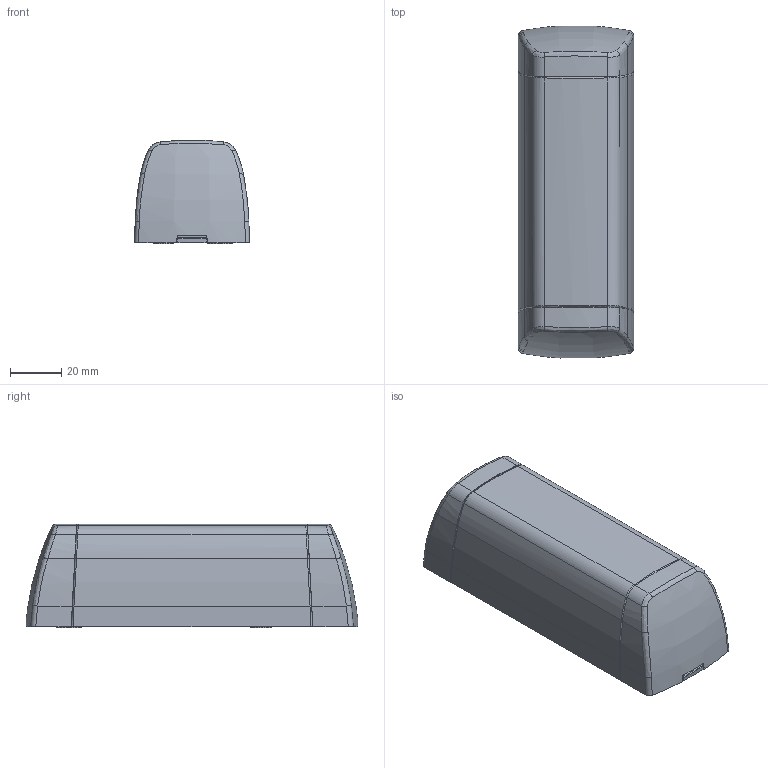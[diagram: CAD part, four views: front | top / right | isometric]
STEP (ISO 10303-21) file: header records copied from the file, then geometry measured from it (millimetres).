
FILE_DESCRIPTION (( 'STEP AP214' ), '1' );
FILE_NAME ('M90-F2ES-O.STEP', '2020-07-23T12:07:44', ( '' ), ( '' ), 'SwSTEP 2.0', 'SolidWorks 2016', '' );
FILE_SCHEMA (( 'AUTOMOTIVE_DESIGN' ));
Length unit declared in the file: millimetre
Products named in the file (1): M90-F2ES-O
Bounding box: 45 x 129.67 x 40.49 mm (x, y, z)
Volume: 196772.7 mm3; surface area: 26926.2 mm2
Topology: 1 solids, 1 shells, 130 faces, 326 edges, 206 vertices
Faces by surface type: plane 51, bspline 32, cylinder 29, cone 16, torus 2
Entity records: 4927 total; most frequent: CARTESIAN_POINT 2156, ORIENTED_EDGE 640, DIRECTION 424, EDGE_CURVE 320, VERTEX_POINT 204, LINE 146, VECTOR 146, EDGE_LOOP 142
